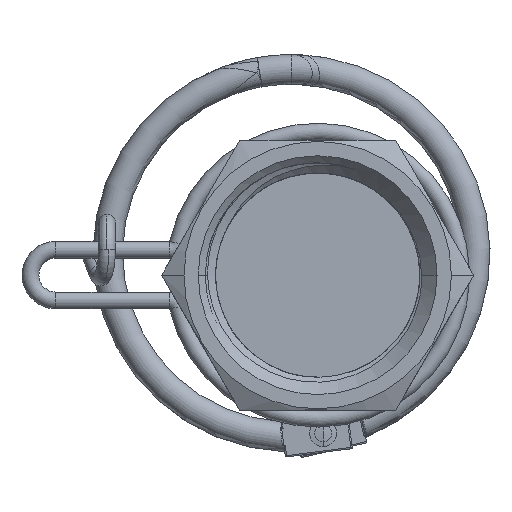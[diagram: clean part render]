
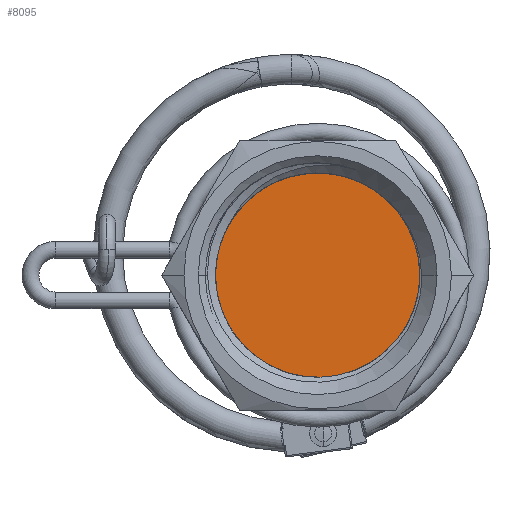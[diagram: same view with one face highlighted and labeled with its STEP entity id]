
A CAD part, left-side view. The second image highlights one B-rep face of the part: STEP entity #8095.
In plain terms, the highlighted face is planar.
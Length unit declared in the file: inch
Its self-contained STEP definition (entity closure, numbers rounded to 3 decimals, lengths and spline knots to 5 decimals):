
#1037 = DIRECTION ( 'NONE',  ( 0., 0., 1. ) ) ;
#1258 = CIRCLE ( 'NONE', #4320, 0.37875 ) ;
#1272 = DIRECTION ( 'NONE',  ( 0., 0., 1. ) ) ;
#1379 = DIRECTION ( 'NONE',  ( 0., 1., 0. ) ) ;
#1830 = FACE_OUTER_BOUND ( 'NONE', #4558, .T. ) ;
#2016 = DIRECTION ( 'NONE',  ( 0., 1., 0. ) ) ;
#2230 = VERTEX_POINT ( 'NONE', #8745 ) ;
#3790 = ORIENTED_EDGE ( 'NONE', *, *, #7575, .F. ) ;
#4320 = AXIS2_PLACEMENT_3D ( 'NONE', #8019, #2016, #1272 ) ;
#4384 = PLANE ( 'NONE',  #5019 ) ;
#4416 = CARTESIAN_POINT ( 'NONE',  ( 0., -0.0625, 0. ) ) ;
#4558 = EDGE_LOOP ( 'NONE', ( #3790, #4799 ) ) ;
#4799 = ORIENTED_EDGE ( 'NONE', *, *, #4918, .F. ) ;
#4918 = EDGE_CURVE ( 'NONE', #2230, #6721, #6115, .T. ) ;
#5019 = AXIS2_PLACEMENT_3D ( 'NONE', #4416, #1379, #7331 ) ;
#5558 = CARTESIAN_POINT ( 'NONE',  ( 0., -0.0625, 0. ) ) ;
#6115 = CIRCLE ( 'NONE', #9624, 0.37875 ) ;
#6436 = CARTESIAN_POINT ( 'NONE',  ( 0., -0.0625, -0.37875 ) ) ;
#6721 = VERTEX_POINT ( 'NONE', #6436 ) ;
#7331 = DIRECTION ( 'NONE',  ( 0., 0., 1. ) ) ;
#7575 = EDGE_CURVE ( 'NONE', #6721, #2230, #1258, .T. ) ;
#8019 = CARTESIAN_POINT ( 'NONE',  ( 0., -0.0625, 0. ) ) ;
#8095 = ADVANCED_FACE ( 'NONE', ( #1830 ), #4384, .F. ) ;
#8745 = CARTESIAN_POINT ( 'NONE',  ( 0., -0.0625, 0.37875 ) ) ;
#9261 = DIRECTION ( 'NONE',  ( 0., 1., 0. ) ) ;
#9624 = AXIS2_PLACEMENT_3D ( 'NONE', #5558, #9261, #1037 ) ;
